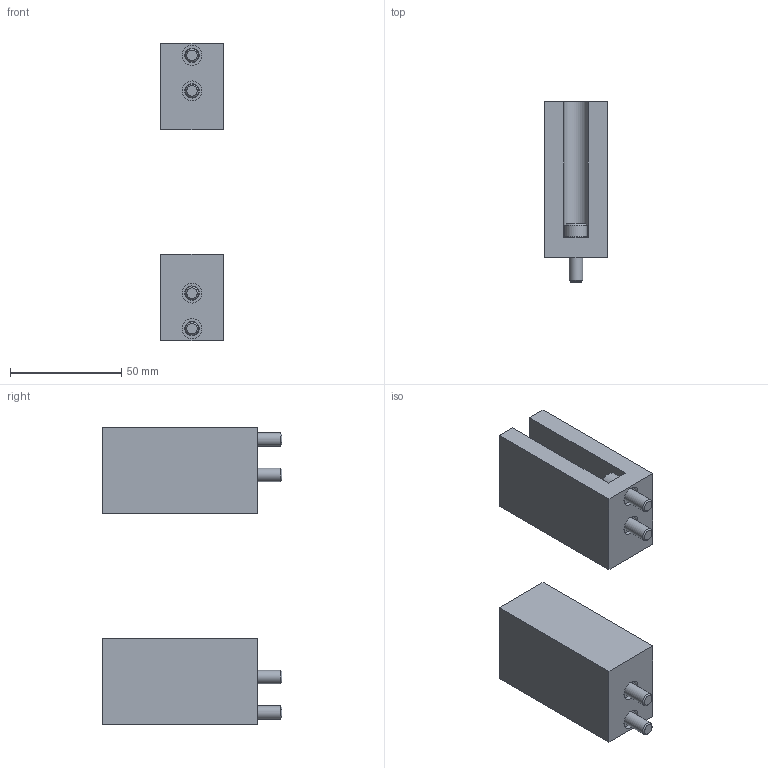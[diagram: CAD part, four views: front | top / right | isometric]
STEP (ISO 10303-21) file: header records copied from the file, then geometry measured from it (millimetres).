
FILE_DESCRIPTION(/* description */ ('STEP AP214'),/* implementation_level */ '2;1');
FILE_NAME(/* name */ '560247_BUB-HGPT-35-B',/* time_stamp */ '2024-08-05T15:31:37+02:00',/* author */ ('License CC BY-ND 4.0'),/* organization */ ('CADENAS'),/* preprocessor_version */ 'ST-DEVELOPER v19.3',/* originating_system */ 'PARTsolutions',/* authorisation */ ' ');
FILE_SCHEMA (('AUTOMOTIVE_DESIGN {1 0 10303 214 3 1 1}'));
Length unit declared in the file: millimetre
Products named in the file (3): 560247 BUB-HGPT-35-B; 560247 BUB-HGPT-35-B_G; DIN-912 - M6x20(F)
Assembly tree (6 placements, depth 2):
  560247 BUB-HGPT-35-B
    560247 BUB-HGPT-35-B_G  x2
    DIN-912 - M6x20(F)  x4
Bounding box: 28 x 81 x 134 mm (x, y, z)
Volume: 120619.1 mm3; surface area: 32685.8 mm2
Topology: 6 solids, 6 shells, 144 faces, 284 edges, 160 vertices
Faces by surface type: plane 82, cone 44, cylinder 18
Full cylindrical faces by diameter (mm): 6 x4, 6.4 x4, 9 x4, 10 x4
Entity records: 1186 total; most frequent: DIRECTION 202, CARTESIAN_POINT 202, ORIENTED_EDGE 152, AXIS2_PLACEMENT_3D 81, EDGE_CURVE 76, FACE_BOUND 63, EDGE_LOOP 62, VERTEX_POINT 51
